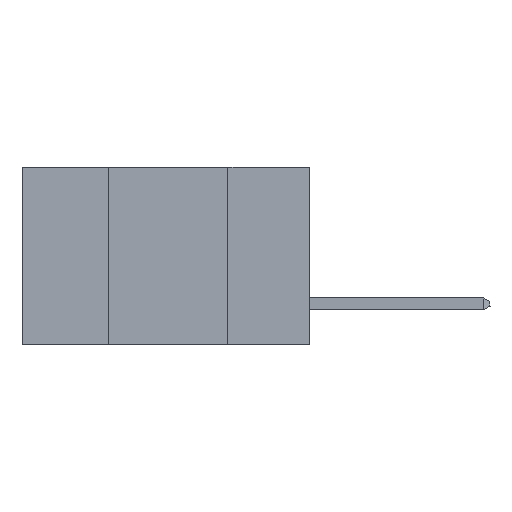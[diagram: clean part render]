
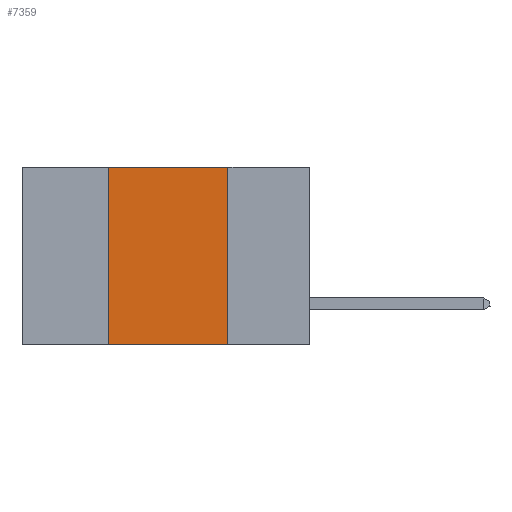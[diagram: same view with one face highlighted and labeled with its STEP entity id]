
A CAD part, left-side view. The second image highlights one B-rep face of the part: STEP entity #7359.
In plain terms, the highlighted planar face has unit normal (-1, 0, 0).
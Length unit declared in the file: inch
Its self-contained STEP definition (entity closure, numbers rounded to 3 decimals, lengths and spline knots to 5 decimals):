
#382 = VERTEX_POINT ( 'NONE', #8406 ) ;
#702 = LINE ( 'NONE', #19992, #7706 ) ;
#721 = ORIENTED_EDGE ( 'NONE', *, *, #11426, .T. ) ;
#1092 = DIRECTION ( 'NONE',  ( 0., 0., 1. ) ) ;
#1561 = LINE ( 'NONE', #9978, #13065 ) ;
#2302 = VECTOR ( 'NONE', #2555, 39.37008 ) ;
#2307 = VECTOR ( 'NONE', #1092, 39.37008 ) ;
#2555 = DIRECTION ( 'NONE',  ( 0., -1., 0. ) ) ;
#3522 = EDGE_CURVE ( 'NONE', #382, #10368, #4066, .T. ) ;
#4066 = LINE ( 'NONE', #17148, #2302 ) ;
#4332 = FACE_OUTER_BOUND ( 'NONE', #19207, .T. ) ;
#5549 = CARTESIAN_POINT ( 'NONE',  ( 0., 0.17, -0.37 ) ) ;
#6930 = DIRECTION ( 'NONE',  ( 1., 0., 0. ) ) ;
#7230 = DIRECTION ( 'NONE',  ( 0., 0., -1. ) ) ;
#7359 = ADVANCED_FACE ( 'NONE', ( #4332 ), #7637, .F. ) ;
#7614 = CARTESIAN_POINT ( 'NONE',  ( 0., 0.42, 0. ) ) ;
#7637 = PLANE ( 'NONE',  #19987 ) ;
#7706 = VECTOR ( 'NONE', #7230, 39.37008 ) ;
#8406 = CARTESIAN_POINT ( 'NONE',  ( 0., 0.42, 0. ) ) ;
#9978 = CARTESIAN_POINT ( 'NONE',  ( 0., 0.6, -0.37 ) ) ;
#10368 = VERTEX_POINT ( 'NONE', #13816 ) ;
#11426 = EDGE_CURVE ( 'NONE', #17516, #20729, #1561, .T. ) ;
#11481 = DIRECTION ( 'NONE',  ( 0., -1., 0. ) ) ;
#11903 = ORIENTED_EDGE ( 'NONE', *, *, #15478, .F. ) ;
#13065 = VECTOR ( 'NONE', #11481, 39.37008 ) ;
#13370 = ORIENTED_EDGE ( 'NONE', *, *, #3522, .F. ) ;
#13816 = CARTESIAN_POINT ( 'NONE',  ( 0., 0.17, 0. ) ) ;
#15012 = CARTESIAN_POINT ( 'NONE',  ( 0., 0.6, 0. ) ) ;
#15478 = EDGE_CURVE ( 'NONE', #10368, #20729, #702, .T. ) ;
#17148 = CARTESIAN_POINT ( 'NONE',  ( 0., 0.6, 0. ) ) ;
#17275 = ORIENTED_EDGE ( 'NONE', *, *, #18486, .F. ) ;
#17516 = VERTEX_POINT ( 'NONE', #18544 ) ;
#18486 = EDGE_CURVE ( 'NONE', #17516, #382, #20199, .T. ) ;
#18544 = CARTESIAN_POINT ( 'NONE',  ( 0., 0.42, -0.37 ) ) ;
#19207 = EDGE_LOOP ( 'NONE', ( #11903, #13370, #17275, #721 ) ) ;
#19987 = AXIS2_PLACEMENT_3D ( 'NONE', #15012, #6930, #20125 ) ;
#19992 = CARTESIAN_POINT ( 'NONE',  ( 0., 0.17, 0. ) ) ;
#20125 = DIRECTION ( 'NONE',  ( 0., 0., -1. ) ) ;
#20199 = LINE ( 'NONE', #7614, #2307 ) ;
#20729 = VERTEX_POINT ( 'NONE', #5549 ) ;
